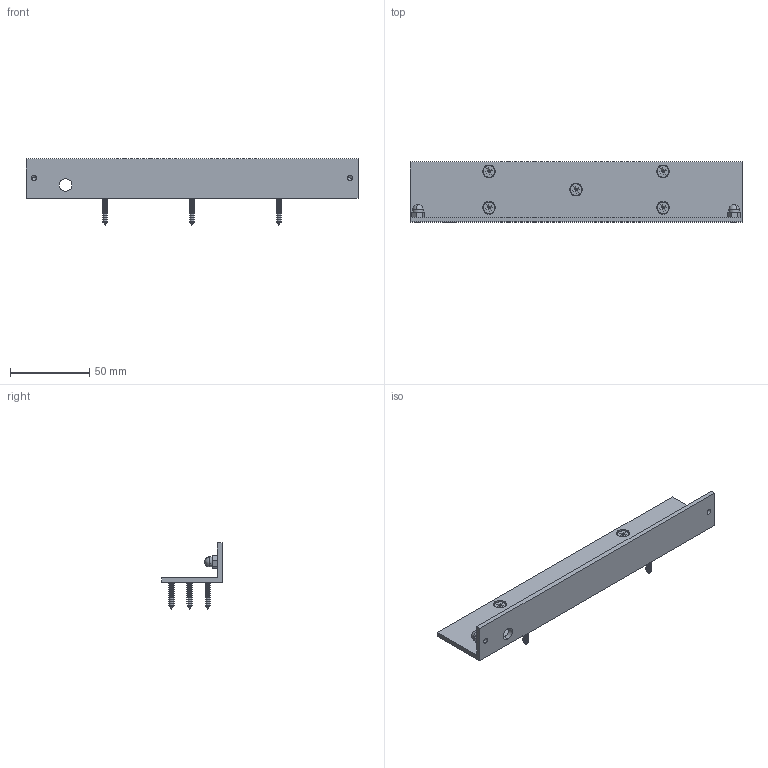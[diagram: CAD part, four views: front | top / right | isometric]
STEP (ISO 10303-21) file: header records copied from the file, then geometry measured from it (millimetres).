
FILE_DESCRIPTION (( 'STEP AP214' ), '1' );
FILE_NAME ('EF150L.step', '2021-07-29T14:09:47', ( '' ), ( '' ), 'SwSTEP 2.0', 'SolidWorks 2020', '' );
FILE_SCHEMA (( 'AUTOMOTIVE_DESIGN' ));
Length unit declared in the file: millimetre
Products named in the file (7): Tapping screw DIN 7982-ST3.5x19-C-H-S-5; Tapping screw DIN 7982-ST3.5x19-C-H-S-1; Tapping screw DIN 7982-ST3.5x19-C-H-S-3; Tapping screw DIN 7982-ST3.5x19-C-H-S-2; Group1; EF150L; Tapping screw DIN 7982-ST3.5x19-C-H-S-4
Assembly tree (6 placements, depth 2):
  EF150L
    Group1
    Tapping screw DIN 7982-ST3.5x19-C-H-S-3
    Tapping screw DIN 7982-ST3.5x19-C-H-S-2
    Tapping screw DIN 7982-ST3.5x19-C-H-S-1
    Tapping screw DIN 7982-ST3.5x19-C-H-S-4
    Tapping screw DIN 7982-ST3.5x19-C-H-S-5
Bounding box: 210 x 38 x 41.9 mm (x, y, z)
Volume: 38241.1 mm3; surface area: 28866.2 mm2
Topology: 6 solids, 6 shells, 602 faces, 1308 edges, 713 vertices
Faces by surface type: cone 302, cylinder 178, plane 94, bspline 20, torus 4, sphere 4
Entity records: 17138 total; most frequent: CARTESIAN_POINT 3242, DIRECTION 2900, ORIENTED_EDGE 2580, EDGE_CURVE 1290, AXIS2_PLACEMENT_3D 1107, VERTEX_POINT 713, LINE 686, VECTOR 686
